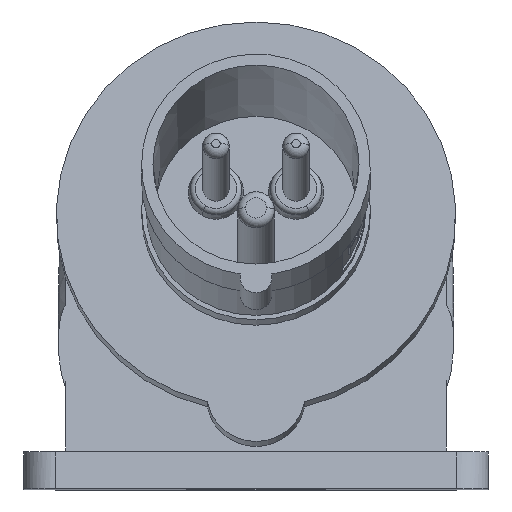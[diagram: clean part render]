
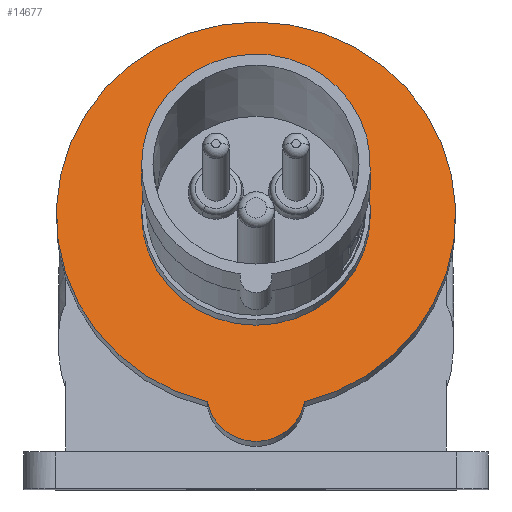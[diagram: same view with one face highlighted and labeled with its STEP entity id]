
A CAD part, top view. The second image highlights one B-rep face of the part: STEP entity #14677.
In plain terms, the highlighted planar face has unit normal (0, 0.259, 0.966).
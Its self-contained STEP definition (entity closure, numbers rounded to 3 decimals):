
#156 = CIRCLE ( 'NONE', #24035, 9.3 ) ;
#597 = DIRECTION ( 'NONE',  ( 0., 0.259, 0.966 ) ) ;
#926 = DIRECTION ( 'NONE',  ( 0., -0.259, -0.966 ) ) ;
#1237 = DIRECTION ( 'NONE',  ( 0., 0.259, 0.966 ) ) ;
#1962 = DIRECTION ( 'NONE',  ( 1., 0., 0. ) ) ;
#2230 = AXIS2_PLACEMENT_3D ( 'NONE', #4789, #1237, #18348 ) ;
#3033 = CARTESIAN_POINT ( 'NONE',  ( 9.166, 16.486, 110.817 ) ) ;
#3192 = EDGE_CURVE ( 'NONE', #16494, #3230, #12605, .T. ) ;
#3230 = VERTEX_POINT ( 'NONE', #6168 ) ;
#3692 = AXIS2_PLACEMENT_3D ( 'NONE', #4139, #597, #17945 ) ;
#4139 = CARTESIAN_POINT ( 'NONE',  ( 0., 51.908, 101.326 ) ) ;
#4789 = CARTESIAN_POINT ( 'NONE',  ( 0., 51.908, 101.326 ) ) ;
#5214 = FACE_BOUND ( 'NONE', #8550, .T. ) ;
#5872 = ORIENTED_EDGE ( 'NONE', *, *, #21964, .F. ) ;
#6168 = CARTESIAN_POINT ( 'NONE',  ( -9.166, 16.486, 110.817 ) ) ;
#7275 = CARTESIAN_POINT ( 'NONE',  ( 0., 51.908, 101.326 ) ) ;
#8550 = EDGE_LOOP ( 'NONE', ( #19843, #5872 ) ) ;
#9929 = CIRCLE ( 'NONE', #2230, 21.65 ) ;
#10055 = EDGE_CURVE ( 'NONE', #12209, #17269, #9929, .T. ) ;
#11308 = CIRCLE ( 'NONE', #15355, 21.65 ) ;
#12209 = VERTEX_POINT ( 'NONE', #12290 ) ;
#12290 = CARTESIAN_POINT ( 'NONE',  ( -21.65, 51.908, 101.326 ) ) ;
#12507 = ORIENTED_EDGE ( 'NONE', *, *, #24029, .T. ) ;
#12567 = DIRECTION ( 'NONE',  ( 0., -0.966, 0.259 ) ) ;
#12605 = CIRCLE ( 'NONE', #3692, 37.8 ) ;
#13372 = DIRECTION ( 'NONE',  ( 0., 0.259, 0.966 ) ) ;
#14173 = ORIENTED_EDGE ( 'NONE', *, *, #3192, .T. ) ;
#14370 = EDGE_LOOP ( 'NONE', ( #14173, #12507 ) ) ;
#14456 = CARTESIAN_POINT ( 'NONE',  ( 0., 72.82, 95.722 ) ) ;
#14677 = ADVANCED_FACE ( 'NONE', ( #22330, #5214 ), #20408, .F. ) ;
#14980 = DIRECTION ( 'NONE',  ( 0., 0.259, 0.966 ) ) ;
#15355 = AXIS2_PLACEMENT_3D ( 'NONE', #7275, #14980, #17271 ) ;
#16494 = VERTEX_POINT ( 'NONE', #3033 ) ;
#17269 = VERTEX_POINT ( 'NONE', #20248 ) ;
#17271 = DIRECTION ( 'NONE',  ( 0., -0.966, 0.259 ) ) ;
#17306 = CARTESIAN_POINT ( 'NONE',  ( 0., 18.004, 110.41 ) ) ;
#17945 = DIRECTION ( 'NONE',  ( 0., -0.966, 0.259 ) ) ;
#18348 = DIRECTION ( 'NONE',  ( 0., -0.966, 0.259 ) ) ;
#19735 = AXIS2_PLACEMENT_3D ( 'NONE', #14456, #926, #12567 ) ;
#19843 = ORIENTED_EDGE ( 'NONE', *, *, #10055, .F. ) ;
#20248 = CARTESIAN_POINT ( 'NONE',  ( 21.65, 51.908, 101.326 ) ) ;
#20408 = PLANE ( 'NONE',  #19735 ) ;
#21964 = EDGE_CURVE ( 'NONE', #17269, #12209, #11308, .T. ) ;
#22330 = FACE_OUTER_BOUND ( 'NONE', #14370, .T. ) ;
#24029 = EDGE_CURVE ( 'NONE', #3230, #16494, #156, .T. ) ;
#24035 = AXIS2_PLACEMENT_3D ( 'NONE', #17306, #13372, #1962 ) ;
